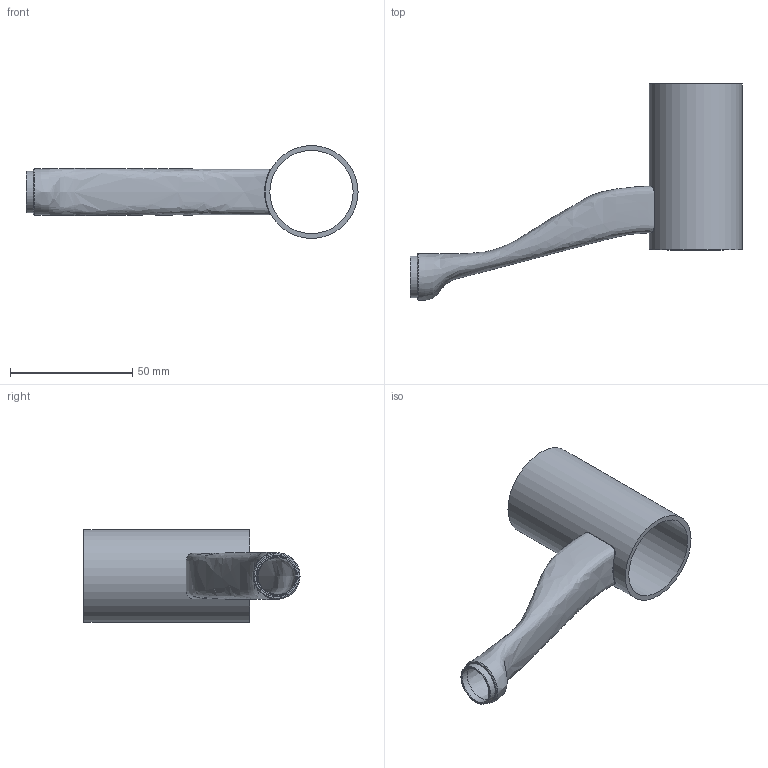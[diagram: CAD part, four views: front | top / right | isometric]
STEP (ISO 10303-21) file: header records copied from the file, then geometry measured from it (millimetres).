
FILE_DESCRIPTION(/* description */ (''),/* implementation_level */ '2;1');
FILE_NAME(/* name */ 'tire clearance v13.step',/* time_stamp */ '2023-02-10T06:01:42-08:00',/* author */ (''),/* organization */ (''),/* preprocessor_version */ 'ST-DEVELOPER v19.2',/* originating_system */ 'Autodesk Translation Framework v11.17.0.187',/* authorisation */ '');
FILE_SCHEMA (('AUTOMOTIVE_DESIGN { 1 0 10303 214 3 1 1 }'));
Length unit declared in the file: millimetre
Products named in the file (2): tire clearance; yoke
Assembly tree (1 placements, depth 2):
  tire clearance
    yoke
Bounding box: 136.05 x 88.55 x 38.1 mm (x, y, z)
Volume: 24944.6 mm3; surface area: 26795.5 mm2
Topology: 2 solids, 2 shells, 16 faces, 44 edges, 33 vertices
Faces by surface type: cylinder 5, bspline 5, plane 4, cone 2
Full cylindrical faces by diameter (mm): 15.45 x1, 17.05 x1, 34.1 x1, 38.1 x1
Entity records: 7553 total; most frequent: CARTESIAN_POINT 7121, ORIENTED_EDGE 88, DIRECTION 61, EDGE_CURVE 44, VERTEX_POINT 33, AXIS2_PLACEMENT_3D 27, B_SPLINE_CURVE_WITH_KNOTS 24, EDGE_LOOP 21
